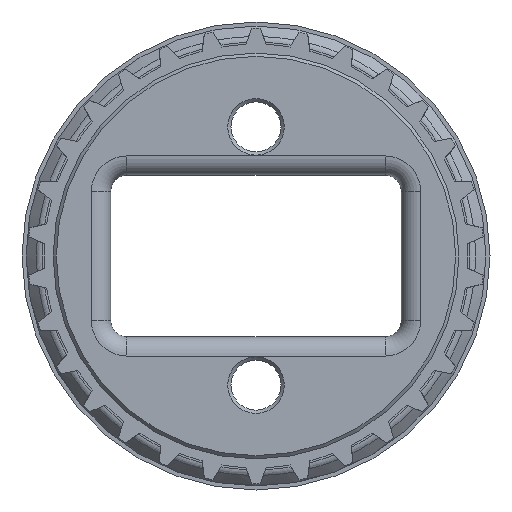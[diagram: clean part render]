
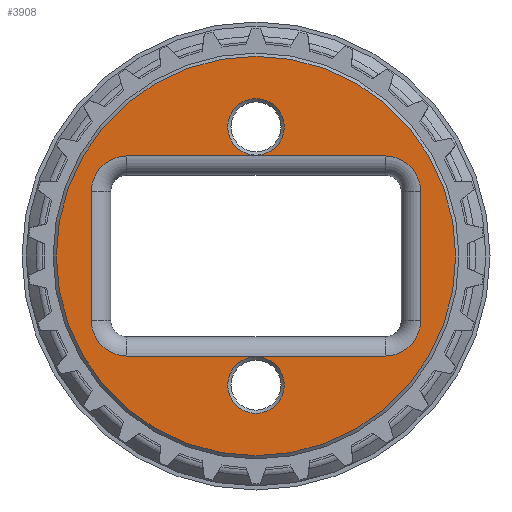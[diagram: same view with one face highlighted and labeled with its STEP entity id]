
A CAD part, left-side view. The second image highlights one B-rep face of the part: STEP entity #3908.
In plain terms, the highlighted planar face has unit normal (-1, 0, 0).
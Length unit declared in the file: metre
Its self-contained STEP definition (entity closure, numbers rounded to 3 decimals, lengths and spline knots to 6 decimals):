
#318=LINE('',#6698,#582);
#319=LINE('',#6703,#583);
#320=LINE('',#6707,#584);
#321=LINE('',#6711,#585);
#582=VECTOR('',#4996,1.);
#583=VECTOR('',#4999,1.);
#584=VECTOR('',#5002,1.);
#585=VECTOR('',#5005,1.);
#1162=ORIENTED_EDGE('',*,*,#2324,.T.);
#1163=ORIENTED_EDGE('',*,*,#2325,.T.);
#1164=ORIENTED_EDGE('',*,*,#2326,.T.);
#1165=ORIENTED_EDGE('',*,*,#2327,.T.);
#1166=ORIENTED_EDGE('',*,*,#2328,.T.);
#1167=ORIENTED_EDGE('',*,*,#2329,.T.);
#1168=ORIENTED_EDGE('',*,*,#2330,.T.);
#1169=ORIENTED_EDGE('',*,*,#2331,.T.);
#1170=ORIENTED_EDGE('',*,*,#2332,.T.);
#1171=ORIENTED_EDGE('',*,*,#2333,.T.);
#1172=ORIENTED_EDGE('',*,*,#2334,.T.);
#2324=EDGE_CURVE('',#2877,#2877,#3162,.T.);
#2325=EDGE_CURVE('',#2878,#2878,#3163,.T.);
#2326=EDGE_CURVE('',#2879,#2879,#3164,.F.);
#2327=EDGE_CURVE('',#2880,#2881,#318,.F.);
#2328=EDGE_CURVE('',#2881,#2882,#3165,.T.);
#2329=EDGE_CURVE('',#2882,#2883,#319,.F.);
#2330=EDGE_CURVE('',#2883,#2884,#3166,.T.);
#2331=EDGE_CURVE('',#2884,#2885,#320,.F.);
#2332=EDGE_CURVE('',#2885,#2886,#3167,.T.);
#2333=EDGE_CURVE('',#2886,#2887,#321,.F.);
#2334=EDGE_CURVE('',#2887,#2880,#3168,.T.);
#2877=VERTEX_POINT('',#6693);
#2878=VERTEX_POINT('',#6695);
#2879=VERTEX_POINT('',#6697);
#2880=VERTEX_POINT('',#6699);
#2881=VERTEX_POINT('',#6700);
#2882=VERTEX_POINT('',#6702);
#2883=VERTEX_POINT('',#6704);
#2884=VERTEX_POINT('',#6706);
#2885=VERTEX_POINT('',#6708);
#2886=VERTEX_POINT('',#6710);
#2887=VERTEX_POINT('',#6712);
#3162=CIRCLE('',#4275,0.00175);
#3163=CIRCLE('',#4276,0.00175);
#3164=CIRCLE('',#4277,0.012375);
#3165=CIRCLE('',#4278,0.0022);
#3166=CIRCLE('',#4279,0.0022);
#3167=CIRCLE('',#4280,0.0022);
#3168=CIRCLE('',#4281,0.0022);
#3333=EDGE_LOOP('',(#1162));
#3334=EDGE_LOOP('',(#1163));
#3335=EDGE_LOOP('',(#1164));
#3336=EDGE_LOOP('',(#1165,#1166,#1167,#1168,#1169,#1170,#1171,#1172));
#3575=FACE_BOUND('',#3333,.T.);
#3576=FACE_BOUND('',#3334,.T.);
#3577=FACE_BOUND('',#3335,.T.);
#3578=FACE_BOUND('',#3336,.T.);
#3776=PLANE('',#4274);
#3908=ADVANCED_FACE('',(#3575,#3576,#3577,#3578),#3776,.F.);
#4274=AXIS2_PLACEMENT_3D('',#6691,#4988,#4989);
#4275=AXIS2_PLACEMENT_3D('',#6692,#4990,#4991);
#4276=AXIS2_PLACEMENT_3D('',#6694,#4992,#4993);
#4277=AXIS2_PLACEMENT_3D('',#6696,#4994,#4995);
#4278=AXIS2_PLACEMENT_3D('',#6701,#4997,#4998);
#4279=AXIS2_PLACEMENT_3D('',#6705,#5000,#5001);
#4280=AXIS2_PLACEMENT_3D('',#6709,#5003,#5004);
#4281=AXIS2_PLACEMENT_3D('',#6713,#5006,#5007);
#4988=DIRECTION('',(1.,0.,0.));
#4989=DIRECTION('',(0.,0.,-1.));
#4990=DIRECTION('',(1.,0.,0.));
#4991=DIRECTION('',(0.,0.,-1.));
#4992=DIRECTION('',(1.,0.,0.));
#4993=DIRECTION('',(0.,0.,-1.));
#4994=DIRECTION('',(1.,0.,0.));
#4995=DIRECTION('',(0.,0.,-1.));
#4996=DIRECTION('',(0.,-1.,0.));
#4997=DIRECTION('',(1.,0.,0.));
#4998=DIRECTION('',(0.,0.,-1.));
#4999=DIRECTION('',(0.,0.,-1.));
#5000=DIRECTION('',(1.,0.,0.));
#5001=DIRECTION('',(0.,0.,-1.));
#5002=DIRECTION('',(0.,1.,0.));
#5003=DIRECTION('',(1.,0.,0.));
#5004=DIRECTION('',(0.,0.,-1.));
#5005=DIRECTION('',(0.,0.,1.));
#5006=DIRECTION('',(1.,0.,0.));
#5007=DIRECTION('',(0.,0.,-1.));
#6691=CARTESIAN_POINT('',(-0.00345,0.012575,0.));
#6692=CARTESIAN_POINT('',(-0.00345,0.,0.008));
#6693=CARTESIAN_POINT('',(-0.00345,0.,0.00625));
#6694=CARTESIAN_POINT('',(-0.00345,0.,-0.008));
#6695=CARTESIAN_POINT('',(-0.00345,0.,-0.00975));
#6696=CARTESIAN_POINT('',(-0.00345,0.,0.));
#6697=CARTESIAN_POINT('',(-0.00345,0.,-0.012375));
#6698=CARTESIAN_POINT('',(-0.00345,0.012575,-0.0062));
#6699=CARTESIAN_POINT('',(-0.00345,-0.008,-0.0062));
#6700=CARTESIAN_POINT('',(-0.00345,0.008,-0.0062));
#6701=CARTESIAN_POINT('',(-0.00345,0.008,-0.004));
#6702=CARTESIAN_POINT('',(-0.00345,0.0102,-0.004));
#6703=CARTESIAN_POINT('',(-0.00345,0.0102,0.));
#6704=CARTESIAN_POINT('',(-0.00345,0.0102,0.004));
#6705=CARTESIAN_POINT('',(-0.00345,0.008,0.004));
#6706=CARTESIAN_POINT('',(-0.00345,0.008,0.0062));
#6707=CARTESIAN_POINT('',(-0.00345,0.012575,0.0062));
#6708=CARTESIAN_POINT('',(-0.00345,-0.008,0.0062));
#6709=CARTESIAN_POINT('',(-0.00345,-0.008,0.004));
#6710=CARTESIAN_POINT('',(-0.00345,-0.0102,0.004));
#6711=CARTESIAN_POINT('',(-0.00345,-0.0102,0.));
#6712=CARTESIAN_POINT('',(-0.00345,-0.0102,-0.004));
#6713=CARTESIAN_POINT('',(-0.00345,-0.008,-0.004));
